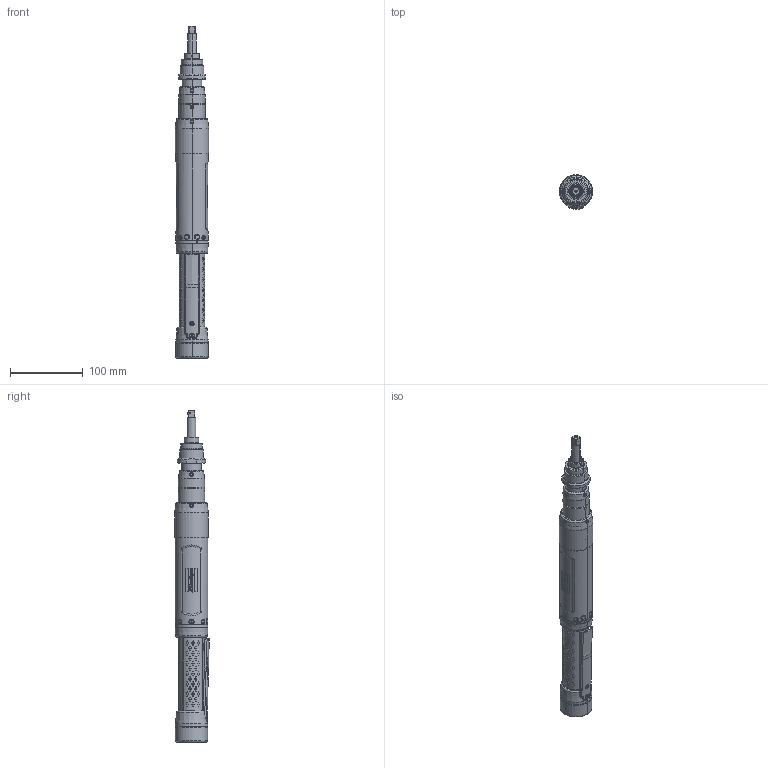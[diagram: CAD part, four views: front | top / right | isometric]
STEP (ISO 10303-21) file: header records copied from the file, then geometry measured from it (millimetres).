
FILE_DESCRIPTION((''),'2;1');
FILE_NAME('8436026018_ASM','2015-07-06T',('tooextcsr'),(''),'CREO PARAMETRIC BY PTC INC, 2015080','CREO PARAMETRIC BY PTC INC, 2015080','');
FILE_SCHEMA(('CONFIG_CONTROL_DESIGN','GEOMETRIC_VALIDATION_PROPERTIES_MIM'));
Products named in the file (39): 4220388112_AF0; 4220388172_AF0_ASM; 4220388180_ASM; 4220408700; 4220388181_ASM; 4220502200; 4220498000_CABLES_ASM; 4220498080_SPEC_ASM; 4220393101; 0993000248; 4224211303_ASM; 4220393100; 0217110064; 4220502203; 4220402381_SPEC1_ASM; 4220393203; 4220393201; 4220393212; 4220393280_ASM; 4220393202; 4220393281_ASM; 4220389503; 4220387701; 4220387712; 4224230503_ASM; 4220391900; 4211524403_36NM; 4220419682_ASM; 4224225800_ASM; 4220114500; 4220114700; 4220114600; 0108169062; 4250085100; 0666810012; 4224156125_ASM; 4220394401; 4220394400; 8436026018_ASM
Assembly tree (49 placements, depth 6):
  8436026018_ASM
    4224230503_ASM
      4220388181_ASM
        4220388180_ASM
          4220388172_AF0_ASM
            4220388112_AF0
        4220408700  x6
      4224211303_ASM
        4220498080_SPEC_ASM
          4220498000_CABLES_ASM
            4220502200  x3
        4220393101
        0993000248  x2
      4220393100
      0217110064
      4220402381_SPEC1_ASM
        4220502203  x4
      4220393203
      4220393281_ASM
        4220393280_ASM
          4220393201
          4220393212
        4220393202
      4220389503
      4220387701
      4220387712
    4224225800_ASM
      4220391900
      4220419682_ASM
        4211524403_36NM
    4224156125_ASM
      4220114500
      4220114700
      4220114600
      0108169062
      4250085100
      0666810012
    4220394401
    4220394400
Bounding box: 46 x 47.37 x 455.77 mm (x, y, z)
Volume: 171250.9 mm3; surface area: 176565.9 mm2
Topology: 38 solids, 45 shells, 5597 faces, 14340 edges, 9122 vertices
Faces by surface type: plane 2164, bspline 1284, cylinder 919, extrusion 460, cone 407, torus 305, sphere 54, revolution 4
Entity records: 249743 total; most frequent: CARTESIAN_POINT 88069, ORIENTED_EDGE 24164, DIRECTION 17761, PRESENTATION_STYLE_ASSIGNMENT 14086, STYLED_ITEM 13661, CURVE_STYLE 12160, EDGE_CURVE 12098, VERTEX_POINT 7762
